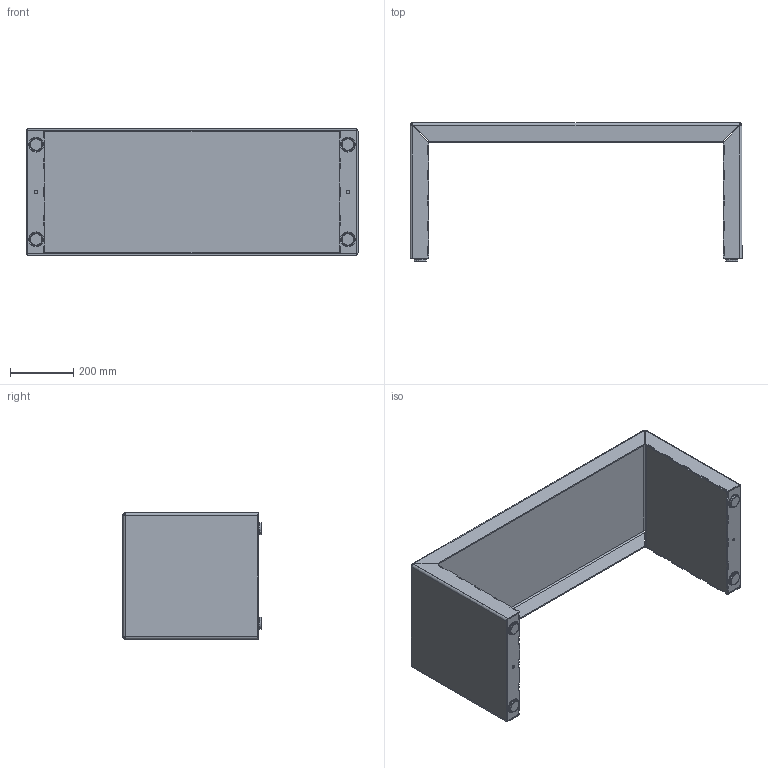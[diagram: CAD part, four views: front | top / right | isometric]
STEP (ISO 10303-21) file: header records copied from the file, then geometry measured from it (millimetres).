
FILE_DESCRIPTION (( 'STEP AP203' ), '1' );
FILE_NAME ('Bench TBC105.STEP', '2020-01-14T08:54:41', ( '' ), ( '' ), 'SwSTEP 2.0', 'SolidWorks 2019', '' );
FILE_SCHEMA (( 'CONFIG_CONTROL_DESIGN' ));
Length unit declared in the file: millimetre
Products named in the file (6): Nut DIN934 Aluminum; Bench TBC105  strip; Bench TBC105 Innerside; Stelvoet 925 DUPO Ø38 M10x24  9 hoog; Bench TBC105; Bench TBC105 seat
Assembly tree (13 placements, depth 2):
  Bench TBC105
    Bench TBC105 seat
    Bench TBC105  strip  x2
    Bench TBC105 Innerside  x2
    Nut DIN934 Aluminum  x4
    Stelvoet 925 DUPO Ø38 M10x24  9 hoog  x4
Bounding box: 1050 x 437 x 400 mm (x, y, z)
Volume: 5225166.7 mm3; surface area: 2647318.7 mm2
Topology: 13 solids, 13 shells, 690 faces, 1816 edges, 1168 vertices
Faces by surface type: plane 370, cylinder 208, cone 80, torus 24, bspline 8
Entity records: 11981 total; most frequent: CARTESIAN_POINT 2554, ORIENTED_EDGE 1810, DIRECTION 1749, EDGE_CURVE 905, LINE 691, VECTOR 691, VERTEX_POINT 574, AXIS2_PLACEMENT_3D 529
